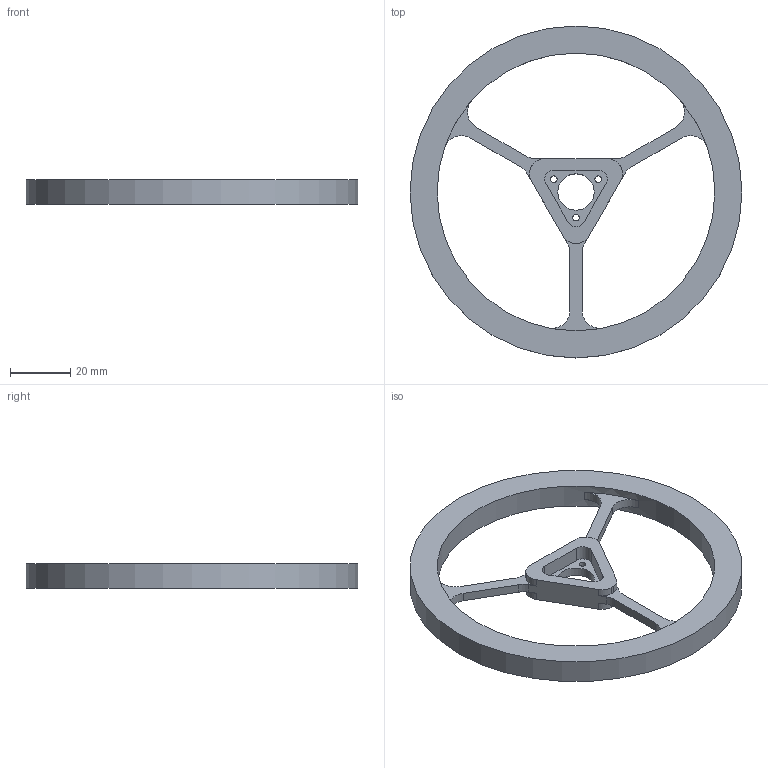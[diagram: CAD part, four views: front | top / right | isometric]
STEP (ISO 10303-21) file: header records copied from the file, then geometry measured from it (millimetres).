
FILE_DESCRIPTION(/* description */ (''),/* implementation_level */ '2;1');
FILE_NAME(/* name */ 'Wheel.step',/* time_stamp */ '2023-11-28T21:50:15+01:00',/* author */ (''),/* organization */ (''),/* preprocessor_version */ 'ST-DEVELOPER v20',/* originating_system */ 'Autodesk Translation Framework v12.14.0.127',/* authorisation */ '');
FILE_SCHEMA (('AUTOMOTIVE_DESIGN { 1 0 10303 214 3 1 1 }'));
Length unit declared in the file: millimetre
Products named in the file (1): Wheel
Bounding box: 110 x 110 x 8 mm (x, y, z)
Volume: 27084.9 mm3; surface area: 14164 mm2
Topology: 1 solids, 1 shells, 65 faces, 186 edges, 123 vertices
Faces by surface type: cylinder 39, plane 23, cone 3
Full cylindrical faces by diameter (mm): 2.2 x3, 12 x1, 92 x1, 110 x1
Entity records: 2231 total; most frequent: DIRECTION 405, CARTESIAN_POINT 375, ORIENTED_EDGE 372, EDGE_CURVE 186, AXIS2_PLACEMENT_3D 153, VERTEX_POINT 123, LINE 99, VECTOR 99
